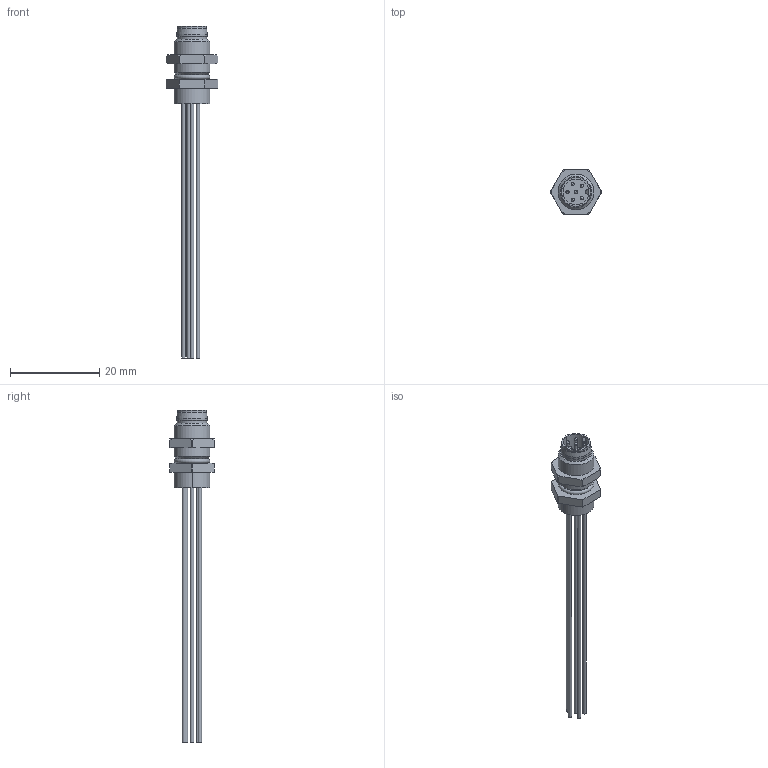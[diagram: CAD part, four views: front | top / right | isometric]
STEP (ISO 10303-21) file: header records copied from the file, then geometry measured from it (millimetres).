
FILE_DESCRIPTION(/* description */ (''),/* implementation_level */ '2;1');
FILE_NAME(/* name */ 'FSZ61--M8.stp',/* time_stamp */ '2018-06-13T14:11:07+08:00',/* author */ (''),/* organization */ (''),/* preprocessor_version */ 'ST-DEVELOPER v14',/* originating_system */ 'SIEMENS PLM Software NX 8.0',/* authorisation */ '');
FILE_SCHEMA (('AUTOMOTIVE_DESIGN { 1 0 10303 214 3 1 1 1 }'));
Length unit declared in the file: millimetre
Products named in the file (1): DELL1D0C44658y2x
Bounding box: 11.5 x 10 x 74.5 mm (x, y, z)
Volume: 1024.5 mm3; surface area: 1754.4 mm2
Topology: 1 solids, 1 shells, 102 faces, 263 edges, 177 vertices
Faces by surface type: cylinder 42, plane 31, cone 20, sphere 6, torus 3
Full cylindrical faces by diameter (mm): 0.7 x6, 0.8 x6, 6.5 x1, 6.6 x1, 6.8 x1, 6.9 x1, 8 x2
Entity records: 3312 total; most frequent: CARTESIAN_POINT 557, DIRECTION 501, ORIENTED_EDGE 428, EDGE_CURVE 214, AXIS2_PLACEMENT_3D 209, VERTEX_POINT 165, EDGE_LOOP 153, CIRCLE 104
